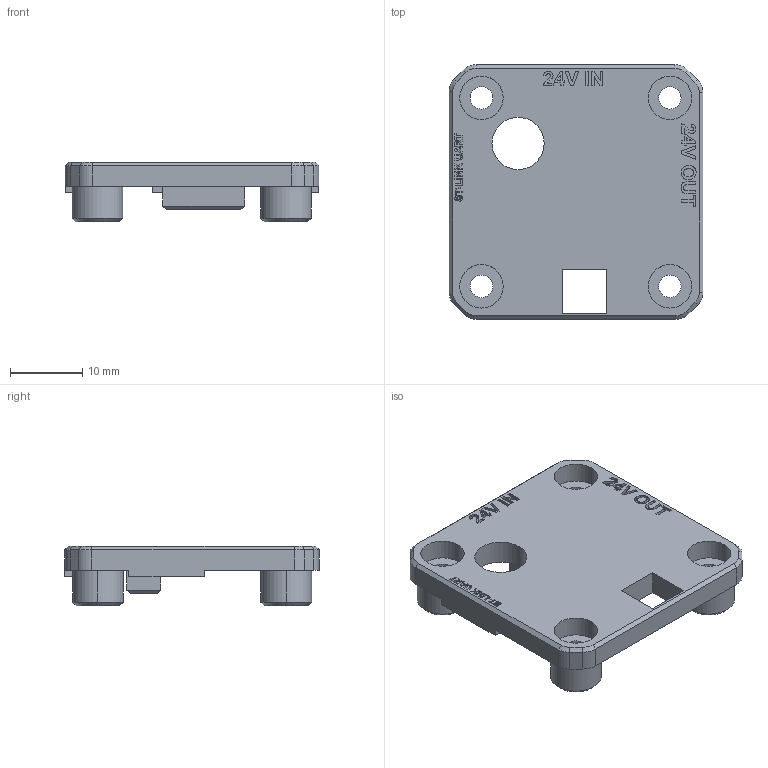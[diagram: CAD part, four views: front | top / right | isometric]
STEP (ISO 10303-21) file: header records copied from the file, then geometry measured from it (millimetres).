
FILE_DESCRIPTION (( 'STEP AP203' ), '1' );
FILE_NAME ('motor35-br-top v164 v1.STEP', '2023-12-10T12:24:04', ( '' ), ( '' ), 'SwSTEP 2.0', 'SolidWorks 2022', '' );
FILE_SCHEMA (( 'CONFIG_CONTROL_DESIGN' ));
Length unit declared in the file: millimetre
Products named in the file (1): motor35-br-top v164 v1
Bounding box: 35.03 x 35.13 x 8.25 mm (x, y, z)
Volume: 4331.6 mm3; surface area: 3850.1 mm2
Topology: 1 solids, 1 shells, 415 faces, 1100 edges, 723 vertices
Faces by surface type: plane 238, bspline 124, cylinder 34, cone 19
Entity records: 13989 total; most frequent: CARTESIAN_POINT 4368, ORIENTED_EDGE 2200, DIRECTION 1520, EDGE_CURVE 1100, VECTOR 762, LINE 762, VERTEX_POINT 723, EDGE_LOOP 463
